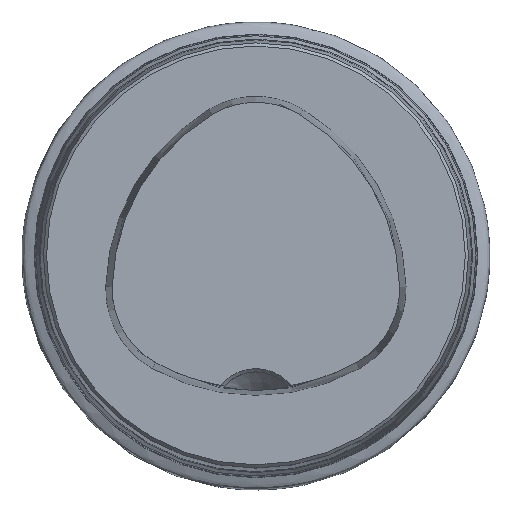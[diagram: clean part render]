
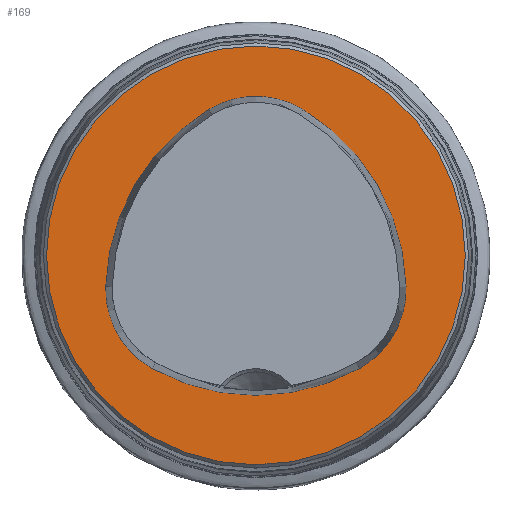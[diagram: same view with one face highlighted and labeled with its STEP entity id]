
A CAD part, top view. The second image highlights one B-rep face of the part: STEP entity #169.
In plain terms, the highlighted planar face has unit normal (0, 0, 1).
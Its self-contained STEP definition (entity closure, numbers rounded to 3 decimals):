
#145=PLANE('',#672);
#169=ADVANCED_FACE('CU_FL_N1_SU_1',(#238,#239),#145,.T.);
#238=FACE_BOUND('',#287,.T.);
#239=FACE_BOUND('',#288,.T.);
#287=EDGE_LOOP('',(#353,#354,#355,#356,#357,#358));
#288=EDGE_LOOP('',(#359));
#353=ORIENTED_EDGE('',*,*,#475,.F.);
#354=ORIENTED_EDGE('',*,*,#476,.F.);
#355=ORIENTED_EDGE('',*,*,#477,.F.);
#356=ORIENTED_EDGE('',*,*,#478,.F.);
#357=ORIENTED_EDGE('',*,*,#472,.F.);
#358=ORIENTED_EDGE('',*,*,#479,.F.);
#359=ORIENTED_EDGE('',*,*,#480,.T.);
#430=VERTEX_POINT('',#1011);
#431=VERTEX_POINT('',#1013);
#433=VERTEX_POINT('',#1019);
#434=VERTEX_POINT('',#1020);
#435=VERTEX_POINT('',#1022);
#436=VERTEX_POINT('',#1024);
#437=VERTEX_POINT('',#1028);
#472=EDGE_CURVE('',#430,#431,#516,.T.);
#475=EDGE_CURVE('',#433,#434,#518,.T.);
#476=EDGE_CURVE('',#435,#433,#519,.T.);
#477=EDGE_CURVE('',#436,#435,#520,.T.);
#478=EDGE_CURVE('',#431,#436,#521,.T.);
#479=EDGE_CURVE('',#434,#430,#522,.T.);
#480=EDGE_CURVE('',#437,#437,#523,.T.);
#516=CIRCLE('',#663,20.063);
#518=CIRCLE('',#666,20.063);
#519=CIRCLE('',#667,8.563);
#520=CIRCLE('',#668,20.063);
#521=CIRCLE('',#669,8.563);
#522=CIRCLE('',#670,8.563);
#523=CIRCLE('',#671,19.7);
#663=AXIS2_PLACEMENT_3D('',#1012,#798,#799);
#666=AXIS2_PLACEMENT_3D('',#1018,#805,#806);
#667=AXIS2_PLACEMENT_3D('',#1021,#807,#808);
#668=AXIS2_PLACEMENT_3D('',#1023,#809,#810);
#669=AXIS2_PLACEMENT_3D('',#1025,#811,#812);
#670=AXIS2_PLACEMENT_3D('',#1026,#813,#814);
#671=AXIS2_PLACEMENT_3D('',#1027,#815,#816);
#672=AXIS2_PLACEMENT_3D('',#1029,#817,#818);
#798=DIRECTION('',(0.,0.,1.));
#799=DIRECTION('',(1.,0.,0.));
#805=DIRECTION('',(0.,0.,1.));
#806=DIRECTION('',(1.,0.,0.));
#807=DIRECTION('',(0.,0.,1.));
#808=DIRECTION('',(1.,0.,0.));
#809=DIRECTION('',(0.,0.,1.));
#810=DIRECTION('',(1.,0.,0.));
#811=DIRECTION('',(0.,0.,1.));
#812=DIRECTION('',(1.,0.,0.));
#813=DIRECTION('',(0.,0.,1.));
#814=DIRECTION('',(1.,0.,0.));
#815=DIRECTION('',(0.,0.,1.));
#816=DIRECTION('',(1.,0.,0.));
#817=DIRECTION('',(0.,0.,1.));
#818=DIRECTION('',(1.,0.,0.));
#1011=CARTESIAN_POINT('',(-9.704,-10.66,0.));
#1012=CARTESIAN_POINT('',(0.,6.9,0.));
#1013=CARTESIAN_POINT('',(9.704,-10.66,0.));
#1018=CARTESIAN_POINT('',(5.934,-3.451,0.));
#1019=CARTESIAN_POINT('',(-4.418,13.735,0.));
#1020=CARTESIAN_POINT('',(-14.123,-2.953,0.));
#1021=CARTESIAN_POINT('',(0.,6.4,0.));
#1022=CARTESIAN_POINT('',(4.418,13.735,0.));
#1023=CARTESIAN_POINT('',(-5.934,-3.451,0.));
#1024=CARTESIAN_POINT('',(14.123,-2.953,0.));
#1025=CARTESIAN_POINT('',(5.562,-3.165,0.));
#1026=CARTESIAN_POINT('',(-5.562,-3.165,0.));
#1027=CARTESIAN_POINT('',(0.,0.,0.));
#1028=CARTESIAN_POINT('',(19.7,0.,0.));
#1029=CARTESIAN_POINT('',(0.,0.,0.));
